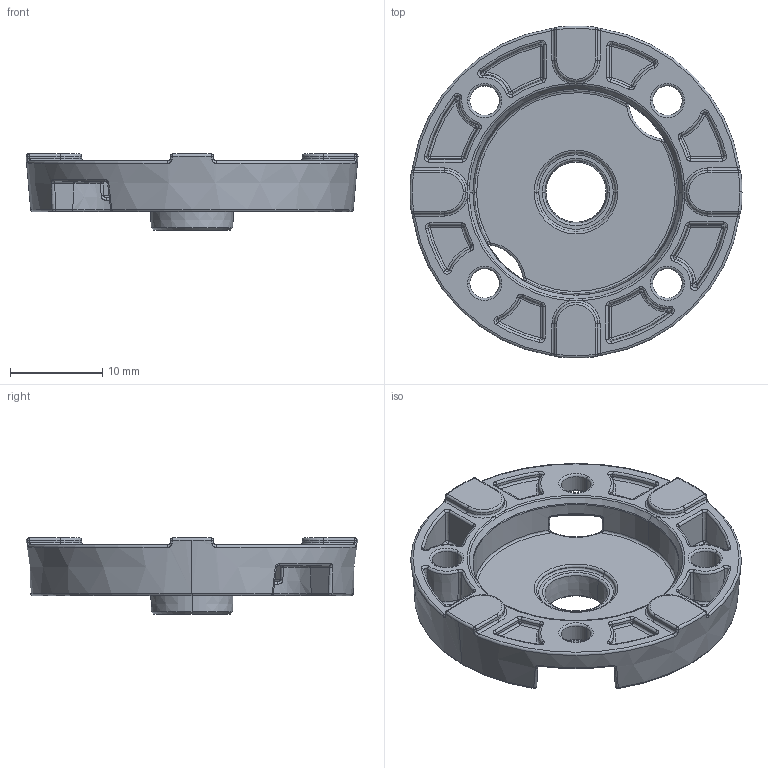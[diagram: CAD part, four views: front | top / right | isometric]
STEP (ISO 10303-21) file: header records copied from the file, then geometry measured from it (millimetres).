
FILE_DESCRIPTION (( 'STEP AP203' ), '1' );
FILE_NAME ('REV-41-1667-B-Facemount Spacer.STEP', '2019-07-26T21:42:43', ( '' ), ( '' ), 'SwSTEP 2.0', 'SolidWorks 2018', '' );
FILE_SCHEMA (( 'CONFIG_CONTROL_DESIGN' ));
Length unit declared in the file: millimetre
Products named in the file (1): REV-41-1667-B-Facemount Spacer
Bounding box: 35.95 x 35.93 x 8.25 mm (x, y, z)
Volume: 2565.6 mm3; surface area: 3636.1 mm2
Topology: 1 solids, 1 shells, 659 faces, 1438 edges, 791 vertices
Faces by surface type: torus 174, bspline 168, cylinder 88, sphere 87, plane 74, cone 68
Entity records: 21027 total; most frequent: CARTESIAN_POINT 7331, DIRECTION 2966, ORIENTED_EDGE 2876, EDGE_CURVE 1438, AXIS2_PLACEMENT_3D 1376, CIRCLE 884, VERTEX_POINT 791, EDGE_LOOP 683
